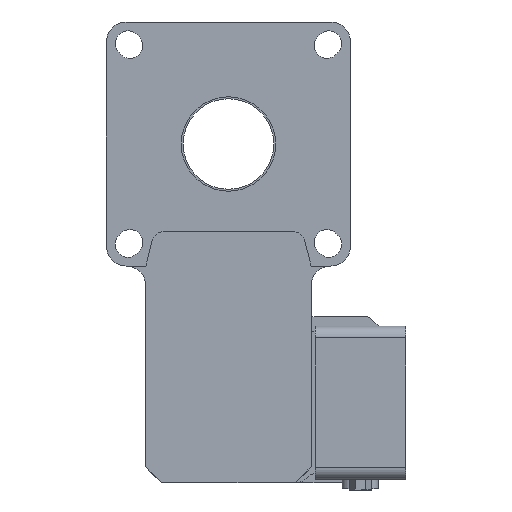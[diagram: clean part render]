
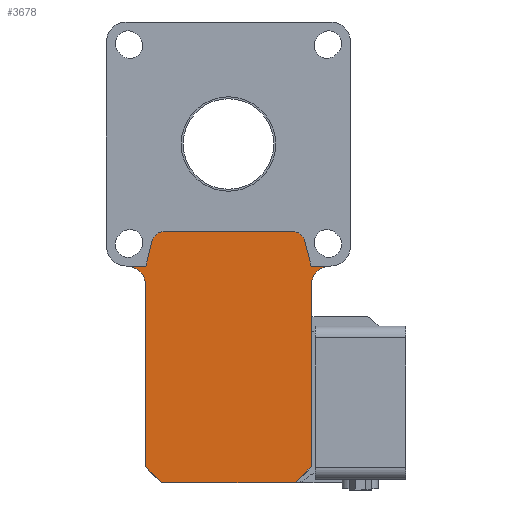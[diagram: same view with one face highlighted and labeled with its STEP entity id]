
A CAD part, front view. The second image highlights one B-rep face of the part: STEP entity #3678.
In plain terms, the highlighted planar face has unit normal (0, -1, 0).
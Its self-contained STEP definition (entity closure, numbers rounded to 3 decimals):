
#147 = PLANE ( 'NONE',  #4762 ) ;
#331 = CARTESIAN_POINT ( 'NONE',  ( 26., 2.1, -36. ) ) ;
#382 = LINE ( 'NONE', #8690, #4684 ) ;
#387 = ORIENTED_EDGE ( 'NONE', *, *, #2791, .T. ) ;
#672 = CARTESIAN_POINT ( 'NONE',  ( -21., 2.1, -31. ) ) ;
#699 = VECTOR ( 'NONE', #7740, 1000. ) ;
#853 = VERTEX_POINT ( 'NONE', #4423 ) ;
#956 = ORIENTED_EDGE ( 'NONE', *, *, #6950, .T. ) ;
#1160 = AXIS2_PLACEMENT_3D ( 'NONE', #9413, #2067, #5764 ) ;
#1171 = DIRECTION ( 'NONE',  ( -1., 0., 0. ) ) ;
#1216 = VERTEX_POINT ( 'NONE', #6160 ) ;
#1295 = ORIENTED_EDGE ( 'NONE', *, *, #1459, .T. ) ;
#1308 = ORIENTED_EDGE ( 'NONE', *, *, #8320, .T. ) ;
#1459 = EDGE_CURVE ( 'NONE', #8389, #1216, #9847, .T. ) ;
#1488 = VERTEX_POINT ( 'NONE', #7037 ) ;
#1649 = AXIS2_PLACEMENT_3D ( 'NONE', #4680, #7702, #6728 ) ;
#1729 = EDGE_CURVE ( 'NONE', #10152, #8389, #5913, .T. ) ;
#1742 = ORIENTED_EDGE ( 'NONE', *, *, #1729, .T. ) ;
#1876 = CIRCLE ( 'NONE', #3823, 5. ) ;
#2067 = DIRECTION ( 'NONE',  ( 0., -1., 0. ) ) ;
#2274 = ORIENTED_EDGE ( 'NONE', *, *, #6281, .T. ) ;
#2289 = EDGE_CURVE ( 'NONE', #1488, #11479, #9818, .T. ) ;
#2620 = CARTESIAN_POINT ( 'NONE',  ( 17., 2.1, -86. ) ) ;
#2791 = EDGE_CURVE ( 'NONE', #6224, #8902, #1876, .T. ) ;
#2808 = ORIENTED_EDGE ( 'NONE', *, *, #7069, .T. ) ;
#2859 = LINE ( 'NONE', #2620, #11562 ) ;
#3133 = CARTESIAN_POINT ( 'NONE',  ( 26., 2.1, -31. ) ) ;
#3156 = VERTEX_POINT ( 'NONE', #8811 ) ;
#3183 = VECTOR ( 'NONE', #9789, 1000. ) ;
#3659 = CARTESIAN_POINT ( 'NONE',  ( -17., 2.1, -86. ) ) ;
#3678 = ADVANCED_FACE ( 'NONE', ( #7605 ), #147, .T. ) ;
#3823 = AXIS2_PLACEMENT_3D ( 'NONE', #331, #8825, #6994 ) ;
#3857 = VECTOR ( 'NONE', #5601, 1000. ) ;
#4085 = EDGE_CURVE ( 'NONE', #5161, #3156, #2859, .T. ) ;
#4126 = CARTESIAN_POINT ( 'NONE',  ( -21., 2.1, -31. ) ) ;
#4295 = EDGE_CURVE ( 'NONE', #11567, #4297, #7827, .T. ) ;
#4297 = VERTEX_POINT ( 'NONE', #672 ) ;
#4308 = LINE ( 'NONE', #8117, #4799 ) ;
#4423 = CARTESIAN_POINT ( 'NONE',  ( 16.033, 2.1, -22.17 ) ) ;
#4680 = CARTESIAN_POINT ( 'NONE',  ( -26., 2.1, -36. ) ) ;
#4684 = VECTOR ( 'NONE', #1171, 1000. ) ;
#4762 = AXIS2_PLACEMENT_3D ( 'NONE', #10524, #7543, #4937 ) ;
#4799 = VECTOR ( 'NONE', #10682, 1000. ) ;
#4937 = DIRECTION ( 'NONE',  ( 0., 0., -1. ) ) ;
#5032 = CARTESIAN_POINT ( 'NONE',  ( -16.033, 2.1, -22.17 ) ) ;
#5076 = LINE ( 'NONE', #3133, #10263 ) ;
#5161 = VERTEX_POINT ( 'NONE', #11202 ) ;
#5234 = DIRECTION ( 'NONE',  ( 0., -1., 0. ) ) ;
#5260 = ORIENTED_EDGE ( 'NONE', *, *, #11776, .T. ) ;
#5444 = CARTESIAN_POINT ( 'NONE',  ( 21., 2.1, -82. ) ) ;
#5518 = EDGE_CURVE ( 'NONE', #1216, #9792, #11184, .T. ) ;
#5560 = VECTOR ( 'NONE', #11668, 1000. ) ;
#5601 = DIRECTION ( 'NONE',  ( 0.707, 0., -0.707 ) ) ;
#5764 = DIRECTION ( 'NONE',  ( 0., 0., -1. ) ) ;
#5825 = VERTEX_POINT ( 'NONE', #5032 ) ;
#5913 = CIRCLE ( 'NONE', #1649, 5. ) ;
#5992 = VECTOR ( 'NONE', #11886, 1000. ) ;
#6160 = CARTESIAN_POINT ( 'NONE',  ( -21., 2.1, -82. ) ) ;
#6190 = CARTESIAN_POINT ( 'NONE',  ( -21., 2.1, -36. ) ) ;
#6224 = VERTEX_POINT ( 'NONE', #10664 ) ;
#6281 = EDGE_CURVE ( 'NONE', #8902, #1488, #5076, .T. ) ;
#6317 = DIRECTION ( 'NONE',  ( 0.707, 0., 0.707 ) ) ;
#6728 = DIRECTION ( 'NONE',  ( 0., 0., -1. ) ) ;
#6950 = EDGE_CURVE ( 'NONE', #11479, #853, #11047, .T. ) ;
#6994 = DIRECTION ( 'NONE',  ( 0., 0., -1. ) ) ;
#7037 = CARTESIAN_POINT ( 'NONE',  ( 21., 2.1, -31. ) ) ;
#7045 = CARTESIAN_POINT ( 'NONE',  ( -16.033, 2.1, -25.67 ) ) ;
#7069 = EDGE_CURVE ( 'NONE', #4297, #10152, #9892, .T. ) ;
#7543 = DIRECTION ( 'NONE',  ( 0., -1., 0. ) ) ;
#7605 = FACE_OUTER_BOUND ( 'NONE', #10060, .T. ) ;
#7702 = DIRECTION ( 'NONE',  ( 0., 1., 0. ) ) ;
#7740 = DIRECTION ( 'NONE',  ( -0.246, 0., 0.969 ) ) ;
#7774 = CARTESIAN_POINT ( 'NONE',  ( -21., 2.1, -36. ) ) ;
#7827 = LINE ( 'NONE', #9901, #5560 ) ;
#7941 = VECTOR ( 'NONE', #8002, 1000. ) ;
#7946 = ORIENTED_EDGE ( 'NONE', *, *, #9724, .T. ) ;
#8002 = DIRECTION ( 'NONE',  ( -1., 0., 0. ) ) ;
#8009 = CARTESIAN_POINT ( 'NONE',  ( -26., 2.1, -31. ) ) ;
#8021 = DIRECTION ( 'NONE',  ( 0., 0., -1. ) ) ;
#8117 = CARTESIAN_POINT ( 'NONE',  ( -26., 2.1, -86. ) ) ;
#8320 = EDGE_CURVE ( 'NONE', #853, #5825, #382, .T. ) ;
#8371 = CARTESIAN_POINT ( 'NONE',  ( 19.425, 2.1, -24.807 ) ) ;
#8389 = VERTEX_POINT ( 'NONE', #7774 ) ;
#8690 = CARTESIAN_POINT ( 'NONE',  ( 16.033, 2.1, -22.17 ) ) ;
#8750 = ORIENTED_EDGE ( 'NONE', *, *, #5518, .T. ) ;
#8783 = ORIENTED_EDGE ( 'NONE', *, *, #4295, .T. ) ;
#8811 = CARTESIAN_POINT ( 'NONE',  ( 21., 2.1, -82. ) ) ;
#8825 = DIRECTION ( 'NONE',  ( 0., 1., 0. ) ) ;
#8902 = VERTEX_POINT ( 'NONE', #9956 ) ;
#9334 = LINE ( 'NONE', #5444, #5992 ) ;
#9371 = CARTESIAN_POINT ( 'NONE',  ( -21., 2.1, -82. ) ) ;
#9413 = CARTESIAN_POINT ( 'NONE',  ( 16.033, 2.1, -25.67 ) ) ;
#9542 = ORIENTED_EDGE ( 'NONE', *, *, #10744, .T. ) ;
#9592 = CARTESIAN_POINT ( 'NONE',  ( -19.425, 2.1, -24.807 ) ) ;
#9724 = EDGE_CURVE ( 'NONE', #5825, #11567, #10529, .T. ) ;
#9760 = DIRECTION ( 'NONE',  ( -1., 0., 0. ) ) ;
#9789 = DIRECTION ( 'NONE',  ( 0., 0., -1. ) ) ;
#9792 = VERTEX_POINT ( 'NONE', #3659 ) ;
#9818 = LINE ( 'NONE', #11455, #699 ) ;
#9847 = LINE ( 'NONE', #6190, #3183 ) ;
#9892 = LINE ( 'NONE', #4126, #7941 ) ;
#9901 = CARTESIAN_POINT ( 'NONE',  ( -19.425, 2.1, -24.807 ) ) ;
#9956 = CARTESIAN_POINT ( 'NONE',  ( 26., 2.1, -31. ) ) ;
#10060 = EDGE_LOOP ( 'NONE', ( #387, #2274, #10258, #956, #1308, #7946, #8783, #2808, #1742, #1295, #8750, #5260, #10700, #9542 ) ) ;
#10152 = VERTEX_POINT ( 'NONE', #8009 ) ;
#10258 = ORIENTED_EDGE ( 'NONE', *, *, #2289, .T. ) ;
#10263 = VECTOR ( 'NONE', #9760, 1000. ) ;
#10524 = CARTESIAN_POINT ( 'NONE',  ( 16.033, 2.1, -25.67 ) ) ;
#10529 = CIRCLE ( 'NONE', #10721, 3.5 ) ;
#10664 = CARTESIAN_POINT ( 'NONE',  ( 21., 2.1, -36. ) ) ;
#10682 = DIRECTION ( 'NONE',  ( 1., 0., 0. ) ) ;
#10700 = ORIENTED_EDGE ( 'NONE', *, *, #4085, .T. ) ;
#10721 = AXIS2_PLACEMENT_3D ( 'NONE', #7045, #5234, #8021 ) ;
#10744 = EDGE_CURVE ( 'NONE', #3156, #6224, #9334, .T. ) ;
#11047 = CIRCLE ( 'NONE', #1160, 3.5 ) ;
#11184 = LINE ( 'NONE', #9371, #3857 ) ;
#11202 = CARTESIAN_POINT ( 'NONE',  ( 17., 2.1, -86. ) ) ;
#11455 = CARTESIAN_POINT ( 'NONE',  ( 21., 2.1, -31. ) ) ;
#11479 = VERTEX_POINT ( 'NONE', #8371 ) ;
#11562 = VECTOR ( 'NONE', #6317, 1000. ) ;
#11567 = VERTEX_POINT ( 'NONE', #9592 ) ;
#11668 = DIRECTION ( 'NONE',  ( -0.246, 0., -0.969 ) ) ;
#11776 = EDGE_CURVE ( 'NONE', #9792, #5161, #4308, .T. ) ;
#11886 = DIRECTION ( 'NONE',  ( 0., 0., 1. ) ) ;
